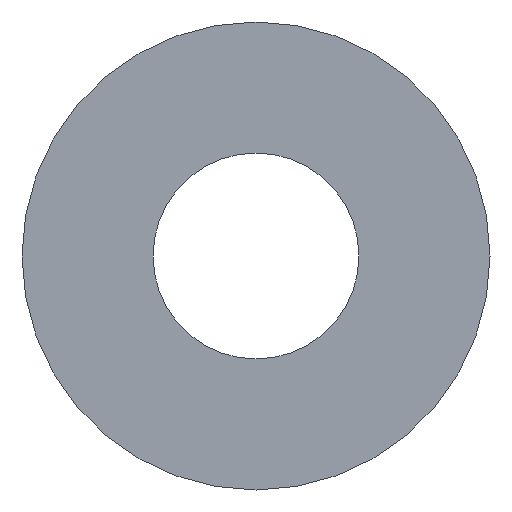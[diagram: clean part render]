
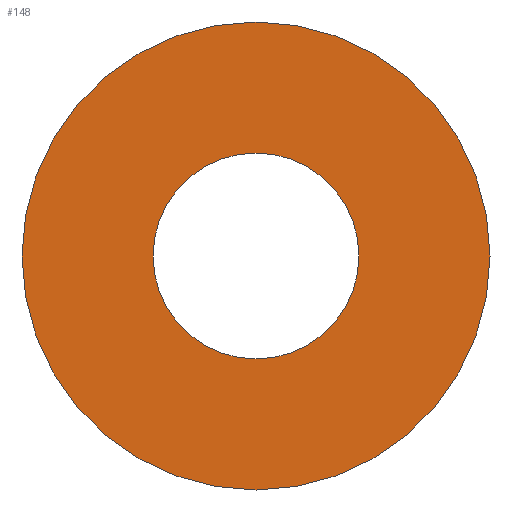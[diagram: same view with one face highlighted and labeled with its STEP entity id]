
A CAD part, front view. The second image highlights one B-rep face of the part: STEP entity #148.
In plain terms, the highlighted planar face has unit normal (0, -1, 0).
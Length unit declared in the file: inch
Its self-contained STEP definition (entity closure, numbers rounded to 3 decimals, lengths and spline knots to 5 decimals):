
#1 = AXIS2_PLACEMENT_3D ( 'NONE', #259, #257, #250 ) ;
#2 = FACE_BOUND ( 'NONE', #45, .T. ) ;
#7 = AXIS2_PLACEMENT_3D ( 'NONE', #233, #229, #260 ) ;
#18 = AXIS2_PLACEMENT_3D ( 'NONE', #231, #244, #242 ) ;
#23 = FACE_OUTER_BOUND ( 'NONE', #61, .T. ) ;
#38 = AXIS2_PLACEMENT_3D ( 'NONE', #220, #219, #218 ) ;
#42 = PLANE ( 'NONE',  #1 ) ;
#45 = EDGE_LOOP ( 'NONE', ( #122, #121 ) ) ;
#48 = DIRECTION ( 'NONE',  ( 0., 0., -1. ) ) ;
#49 = DIRECTION ( 'NONE',  ( 0., -1., 0. ) ) ;
#60 = CARTESIAN_POINT ( 'NONE',  ( 0., 0., 0. ) ) ;
#61 = EDGE_LOOP ( 'NONE', ( #117, #116 ) ) ;
#75 = CARTESIAN_POINT ( 'NONE',  ( 0., 0., 0.0825 ) ) ;
#77 = CARTESIAN_POINT ( 'NONE',  ( 0., 0., -0.1875 ) ) ;
#80 = CARTESIAN_POINT ( 'NONE',  ( 0., 0., -0.0825 ) ) ;
#83 = CARTESIAN_POINT ( 'NONE',  ( 0., 0., 0.1875 ) ) ;
#84 = VERTEX_POINT ( 'NONE', #83 ) ;
#90 = VERTEX_POINT ( 'NONE', #80 ) ;
#94 = VERTEX_POINT ( 'NONE', #77 ) ;
#97 = VERTEX_POINT ( 'NONE', #75 ) ;
#116 = ORIENTED_EDGE ( 'NONE', *, *, #158, .T. ) ;
#117 = ORIENTED_EDGE ( 'NONE', *, *, #156, .T. ) ;
#121 = ORIENTED_EDGE ( 'NONE', *, *, #145, .F. ) ;
#122 = ORIENTED_EDGE ( 'NONE', *, *, #161, .F. ) ;
#138 = CIRCLE ( 'NONE', #7, 0.1875 ) ;
#139 = CIRCLE ( 'NONE', #264, 0.0825 ) ;
#145 = EDGE_CURVE ( 'NONE', #97, #90, #139, .T. ) ;
#148 = ADVANCED_FACE ( 'NONE', ( #2, #23 ), #42, .F. ) ;
#156 = EDGE_CURVE ( 'NONE', #94, #84, #174, .T. ) ;
#158 = EDGE_CURVE ( 'NONE', #84, #94, #138, .T. ) ;
#161 = EDGE_CURVE ( 'NONE', #90, #97, #167, .T. ) ;
#167 = CIRCLE ( 'NONE', #38, 0.0825 ) ;
#174 = CIRCLE ( 'NONE', #18, 0.1875 ) ;
#218 = DIRECTION ( 'NONE',  ( 0., 0., -1. ) ) ;
#219 = DIRECTION ( 'NONE',  ( 0., -1., 0. ) ) ;
#220 = CARTESIAN_POINT ( 'NONE',  ( 0., 0., 0. ) ) ;
#229 = DIRECTION ( 'NONE',  ( 0., -1., 0. ) ) ;
#231 = CARTESIAN_POINT ( 'NONE',  ( 0., 0., 0. ) ) ;
#233 = CARTESIAN_POINT ( 'NONE',  ( 0., 0., 0. ) ) ;
#242 = DIRECTION ( 'NONE',  ( 0., 0., -1. ) ) ;
#244 = DIRECTION ( 'NONE',  ( 0., -1., 0. ) ) ;
#250 = DIRECTION ( 'NONE',  ( 0., 0., 1. ) ) ;
#257 = DIRECTION ( 'NONE',  ( 0., 1., 0. ) ) ;
#259 = CARTESIAN_POINT ( 'NONE',  ( 0., 0., 0. ) ) ;
#260 = DIRECTION ( 'NONE',  ( 0., 0., -1. ) ) ;
#264 = AXIS2_PLACEMENT_3D ( 'NONE', #60, #49, #48 ) ;
